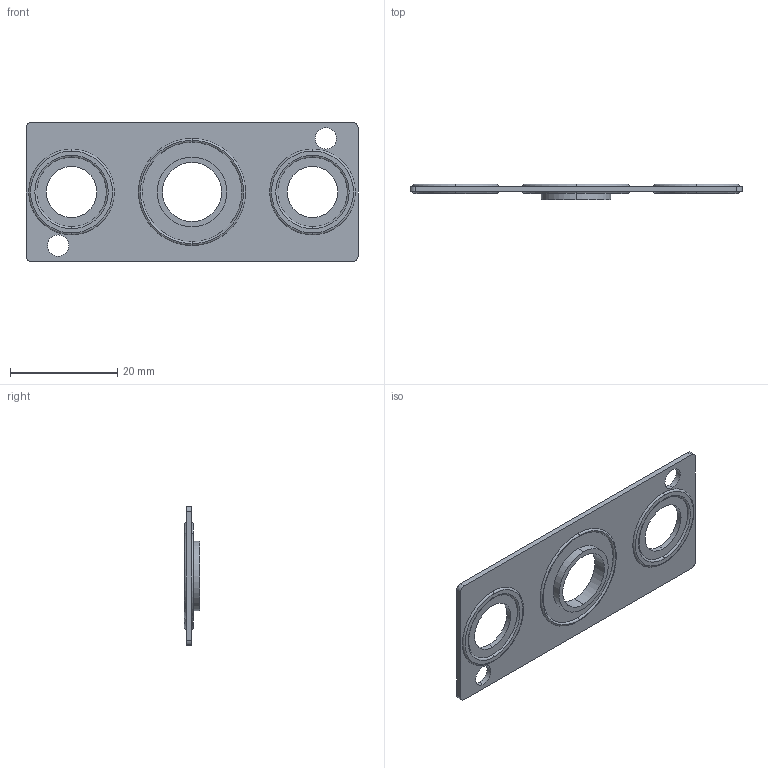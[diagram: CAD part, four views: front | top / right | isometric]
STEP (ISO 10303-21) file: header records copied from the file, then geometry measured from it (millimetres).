
FILE_DESCRIPTION (( 'STEP AP214' ), '1' );
FILE_NAME ('AM-53GS.step', '2016-07-27T15:06:53', ( '' ), ( '' ), 'SwSTEP 2.0', 'SolidWorks 2016', '' );
FILE_SCHEMA (( 'AUTOMOTIVE_DESIGN' ));
Length unit declared in the file: millimetre
Products named in the file (1): AM-53GS
Bounding box: 62 x 2.85 x 26 mm (x, y, z)
Volume: 1515.2 mm3; surface area: 3226.4 mm2
Topology: 1 solids, 1 shells, 57 faces, 128 edges, 84 vertices
Faces by surface type: torus 24, plane 17, cylinder 16
Entity records: 1704 total; most frequent: DIRECTION 344, CARTESIAN_POINT 270, ORIENTED_EDGE 256, AXIS2_PLACEMENT_3D 158, EDGE_CURVE 128, CIRCLE 100, VERTEX_POINT 84, EDGE_LOOP 78
